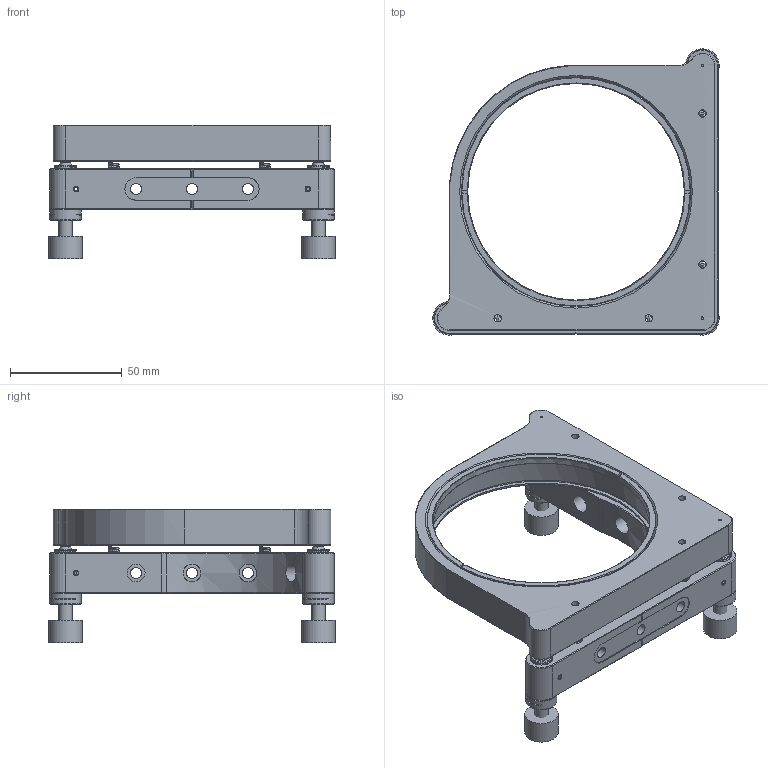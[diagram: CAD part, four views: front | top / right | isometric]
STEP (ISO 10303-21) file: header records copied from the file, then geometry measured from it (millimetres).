
FILE_DESCRIPTION (( 'STEP AP203' ), '1' );
FILE_NAME ('520119.STEP', '2024-05-14T05:36:11', ( 'Windows User' ), ( 'P R C' ), 'SwSTEP 2.0', 'SolidWorks 2020', '' );
FILE_SCHEMA (( 'CONFIG_CONTROL_DESIGN' ));
Length unit declared in the file: millimetre
Products named in the file (1): 520119
Bounding box: 128 x 128 x 59.7 mm (x, y, z)
Surface area: 54477.7 mm2 (no closed solid volume)
Topology: 0 solids, 45 shells, 318 faces, 958 edges, 658 vertices
Faces by surface type: plane 155, cylinder 82, cone 63, bspline 18
Full cylindrical faces by diameter (mm): 1.2 x2, 2 x4, 2.5 x3, 3 x1, 3.3 x4, 4 x2, 5 x6, 6 x4, 6.5 x5, 8 x8, 9.5 x3, 14 x3, 15 x3, 96.8 x1, 99.6 x1, 101.96 x1, 102.489 x1
Entity records: 22535 total; most frequent: CARTESIAN_POINT 14966, DIRECTION 1431, ORIENTED_EDGE 1371, EDGE_CURVE 795, VERTEX_POINT 597, AXIS2_PLACEMENT_3D 544, EDGE_LOOP 473, FACE_OUTER_BOUND 364
